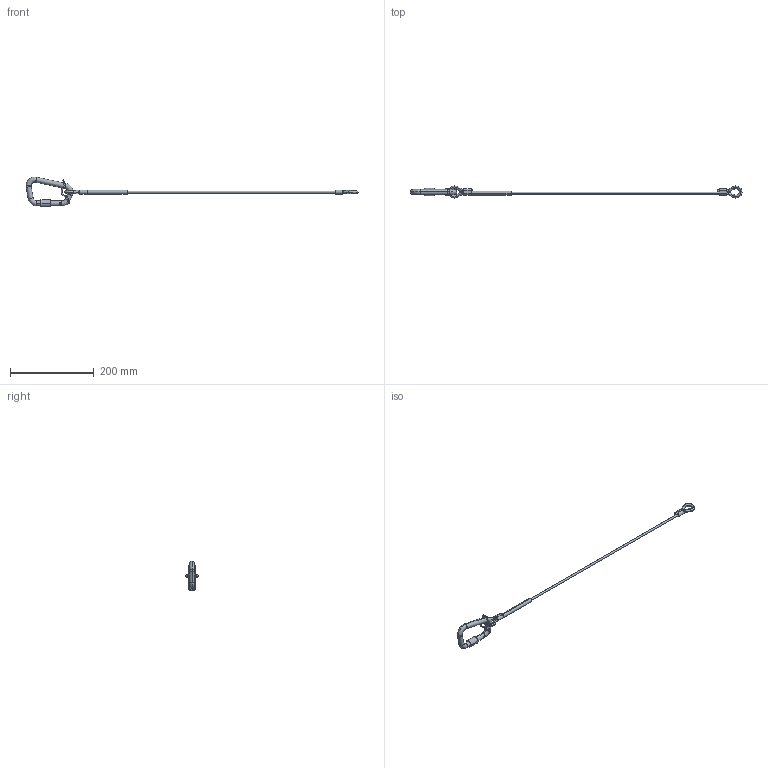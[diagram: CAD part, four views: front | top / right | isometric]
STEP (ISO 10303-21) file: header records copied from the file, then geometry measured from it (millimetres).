
FILE_DESCRIPTION (( 'STEP AP203' ), '1' );
FILE_NAME ('T2830501.STEP', '2018-07-19T08:47:03', ( '' ), ( '' ), 'SwSTEP 2.0', 'SolidWorks 2016', '' );
FILE_SCHEMA (( 'CONFIG_CONTROL_DESIGN' ));
Length unit declared in the file: millimetre
Products named in the file (6): T402001 (T2830501); T2870001; T3870001; S3250_HEATSHRINK - BLACK -  DIA 9.5; T2830501; S3165
Assembly tree (7 placements, depth 2):
  T2830501
    T402001 (T2830501)
    T3870001  x2
    S3165  x2
    S3250_HEATSHRINK - BLACK -  DIA 9.5
    T2870001
Bounding box: 791.77 x 29 x 71.51 mm (x, y, z)
Volume: 55138.7 mm3; surface area: 36497.4 mm2
Topology: 7 solids, 7 shells, 182 faces, 414 edges, 246 vertices
Faces by surface type: cylinder 70, torus 60, plane 52
Entity records: 4866 total; most frequent: CARTESIAN_POINT 918, DIRECTION 800, ORIENTED_EDGE 632, AXIS2_PLACEMENT_3D 356, EDGE_CURVE 316, CIRCLE 204, VERTEX_POINT 184, EDGE_LOOP 150
